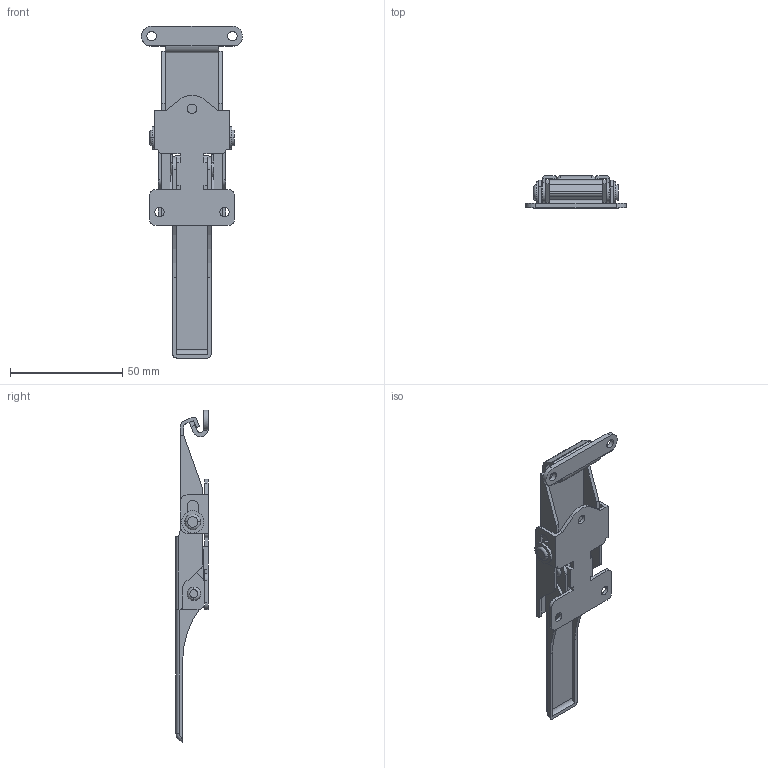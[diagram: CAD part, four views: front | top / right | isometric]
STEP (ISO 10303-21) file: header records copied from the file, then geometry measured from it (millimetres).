
FILE_DESCRIPTION (( 'STEP AP203' ), '1' );
FILE_NAME ('Žº‰ª•ÏŠ·.STEP', '2012-06-14T01:12:40', ( '' ), ( '' ), 'SwSTEP 2.0', 'SolidWorks 2011', '' );
FILE_SCHEMA (( 'CONFIG_CONTROL_DESIGN' ));
Length unit declared in the file: millimetre
Products named in the file (10): C-1855-A-3軸_; C-1855-A-3受け_; C-1855-A-3儀乕僗_; 室岡変換; C-1855-A-3軸B_; C-1855-A-3軸C_; C-1855-A-3儕儞僋僾儗乕僩L_; C-1855-A-3儕儞僋僾儗乕僩_; C-1855-A-3_; C-1855-A-3儗僶乕_
Assembly tree (9 placements, depth 2):
  室岡変換
    C-1855-A-3儀乕僗_
    C-1855-A-3儗僶乕_
    C-1855-A-3軸B_
    C-1855-A-3軸_
    C-1855-A-3_
    C-1855-A-3軸C_
    C-1855-A-3儕儞僋僾儗乕僩_
    C-1855-A-3受け_
    C-1855-A-3儕儞僋僾儗乕僩L_
Bounding box: 45 x 14.35 x 147.85 mm (x, y, z)
Volume: 14006.2 mm3; surface area: 20300.5 mm2
Topology: 9 solids, 9 shells, 252 faces, 656 edges, 430 vertices
Faces by surface type: plane 125, cylinder 117, torus 10
Entity records: 8950 total; most frequent: DIRECTION 1438, CARTESIAN_POINT 1382, ORIENTED_EDGE 1312, EDGE_CURVE 656, AXIS2_PLACEMENT_3D 522, VERTEX_POINT 430, VECTOR 394, LINE 394
